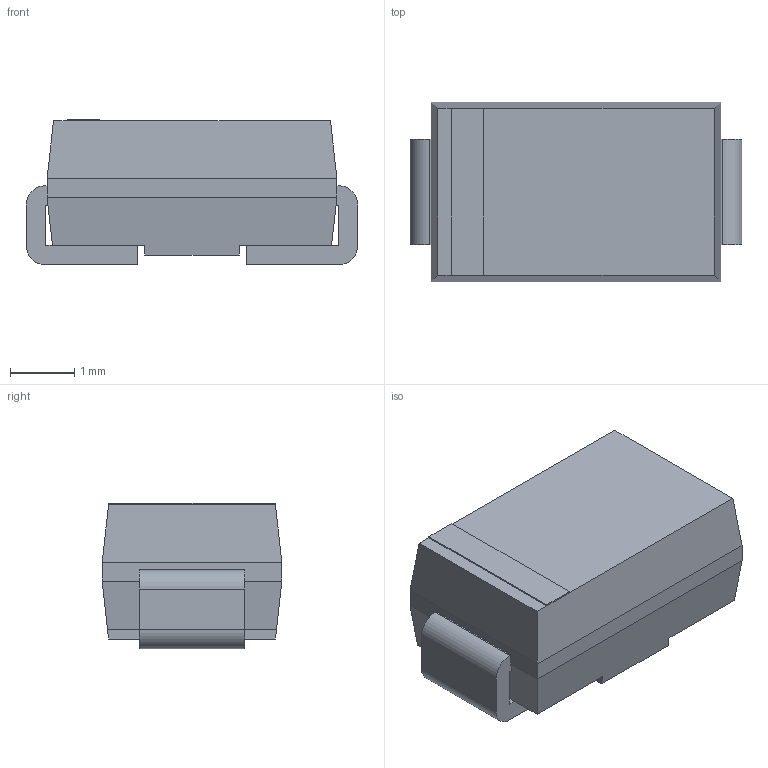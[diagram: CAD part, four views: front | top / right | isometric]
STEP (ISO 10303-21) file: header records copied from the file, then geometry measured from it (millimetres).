
FILE_DESCRIPTION(('FreeCAD Model'),'2;1');
FILE_NAME( 'Cut_K_sp.step' ,'2020-04-13T19:58:45',('kicad StepUp'),('ksu MCAD'), 'Open CASCADE STEP processor 7.3','FreeCAD','Unknown');
FILE_SCHEMA(('AUTOMOTIVE_DESIGN { 1 0 10303 214 1 1 1 1 }'));
Length unit declared in the file: millimetre
Products named in the file (1): Cut_K_sp
Bounding box: 5.15 x 2.79 x 2.26 mm (x, y, z)
Volume: 26.3 mm3; surface area: 67.1 mm2
Topology: 1 solids, 1 shells, 46 faces, 124 edges, 78 vertices
Faces by surface type: plane 42, cylinder 4
Entity records: 1744 total; most frequent: CARTESIAN_POINT 249, ORIENTED_EDGE 248, DIRECTION 226, EDGE_CURVE 124, LINE 116, VECTOR 116, VERTEX_POINT 78, AXIS2_PLACEMENT_3D 55
